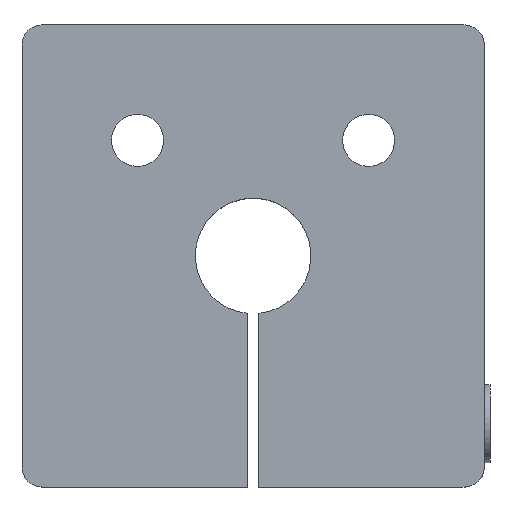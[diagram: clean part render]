
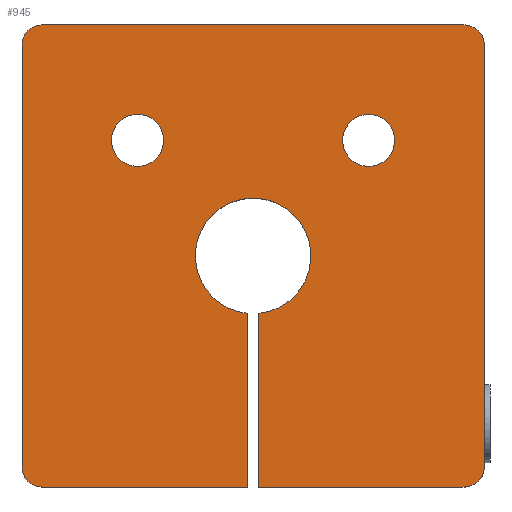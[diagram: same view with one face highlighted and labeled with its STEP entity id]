
A CAD part, top view. The second image highlights one B-rep face of the part: STEP entity #945.
In plain terms, the highlighted planar face has unit normal (0, 0, 1).
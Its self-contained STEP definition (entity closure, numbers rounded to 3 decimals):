
#249=CARTESIAN_POINT('',(-40.,36.5,7.5));
#250=VERTEX_POINT('',#249);
#251=CARTESIAN_POINT('',(-36.5,40.0,7.5));
#252=VERTEX_POINT('',#251);
#253=CARTESIAN_POINT('',(-36.5,36.5,7.5));
#254=DIRECTION('',(0.0,0.0,-1.0));
#255=DIRECTION('',(-0.707,0.707,0.0));
#256=AXIS2_PLACEMENT_3D('',#253,#254,#255);
#257=CIRCLE('',#256,3.5);
#258=EDGE_CURVE('',#250,#252,#257,.T.);
#300=CARTESIAN_POINT('',(-40.,-36.5,7.5));
#301=VERTEX_POINT('',#300);
#308=CARTESIAN_POINT('',(-40.,-36.5,7.5));
#309=DIRECTION('',(0.0,1.0,0.0));
#310=VECTOR('',#309,73.0);
#311=LINE('',#308,#310);
#312=EDGE_CURVE('',#301,#250,#311,.T.);
#436=CARTESIAN_POINT('',(-36.5,-40.0,7.5));
#437=VERTEX_POINT('',#436);
#438=CARTESIAN_POINT('',(-36.5,-36.5,7.5));
#439=DIRECTION('',(0.0,0.0,-1.));
#440=DIRECTION('',(-0.707,-0.707,0.0));
#441=AXIS2_PLACEMENT_3D('',#438,#439,#440);
#442=CIRCLE('',#441,3.5);
#443=EDGE_CURVE('',#437,#301,#442,.T.);
#463=CARTESIAN_POINT('',(-1.,-40.,7.5));
#464=VERTEX_POINT('',#463);
#471=CARTESIAN_POINT('',(-1.,-40.,7.5));
#472=DIRECTION('',(-1.0,0.0,0.0));
#473=VECTOR('',#472,35.5);
#474=LINE('',#471,#473);
#475=EDGE_CURVE('',#464,#437,#474,.T.);
#485=CARTESIAN_POINT('',(36.5,40.,7.5));
#486=VERTEX_POINT('',#485);
#487=CARTESIAN_POINT('',(40.,36.5,7.5));
#488=VERTEX_POINT('',#487);
#489=CARTESIAN_POINT('',(36.5,36.5,7.5));
#490=DIRECTION('',(0.0,0.0,-1.0));
#491=DIRECTION('',(0.707,0.707,0.0));
#492=AXIS2_PLACEMENT_3D('',#489,#490,#491);
#493=CIRCLE('',#492,3.5);
#494=EDGE_CURVE('',#486,#488,#493,.T.);
#518=CARTESIAN_POINT('',(40.,-36.5,7.5));
#519=VERTEX_POINT('',#518);
#520=CARTESIAN_POINT('',(40.,36.5,7.5));
#521=DIRECTION('',(0.0,-1.0,0.0));
#522=VECTOR('',#521,73.);
#523=LINE('',#520,#522);
#524=EDGE_CURVE('',#488,#519,#523,.T.);
#554=CARTESIAN_POINT('',(36.5,-40.0,7.5));
#555=VERTEX_POINT('',#554);
#556=CARTESIAN_POINT('',(36.5,-36.5,7.5));
#557=DIRECTION('',(0.0,0.0,-1.));
#558=DIRECTION('',(0.707,-0.707,0.0));
#559=AXIS2_PLACEMENT_3D('',#556,#557,#558);
#560=CIRCLE('',#559,3.5);
#561=EDGE_CURVE('',#519,#555,#560,.T.);
#696=CARTESIAN_POINT('',(24.5,20.,7.5));
#697=VERTEX_POINT('',#696);
#698=CARTESIAN_POINT('',(20.,20.,7.5));
#699=DIRECTION('',(0.0,0.0,-1.0));
#700=DIRECTION('',(-1.0,0.0,0.0));
#701=AXIS2_PLACEMENT_3D('',#698,#699,#700);
#702=CIRCLE('',#701,4.5);
#703=EDGE_CURVE('',#697,#697,#702,.T.);
#798=CARTESIAN_POINT('',(-15.5,20.,7.5));
#799=VERTEX_POINT('',#798);
#800=CARTESIAN_POINT('',(-20.,20.,7.5));
#801=DIRECTION('',(0.0,0.0,-1.0));
#802=DIRECTION('',(-1.0,0.0,0.0));
#803=AXIS2_PLACEMENT_3D('',#800,#801,#802);
#804=CIRCLE('',#803,4.5);
#805=EDGE_CURVE('',#799,#799,#804,.T.);
#819=CARTESIAN_POINT('',(1.,-40.,7.5));
#820=VERTEX_POINT('',#819);
#821=CARTESIAN_POINT('',(36.5,-40.0,7.5));
#822=DIRECTION('',(-1.0,0.0,0.0));
#823=VECTOR('',#822,35.5);
#824=LINE('',#821,#823);
#825=EDGE_CURVE('',#555,#820,#824,.T.);
#842=CARTESIAN_POINT('',(1.,-9.95,7.5));
#843=VERTEX_POINT('',#842);
#844=CARTESIAN_POINT('',(1.,-40.,7.5));
#845=DIRECTION('',(0.0,1.0,0.0));
#846=VECTOR('',#845,30.05);
#847=LINE('',#844,#846);
#848=EDGE_CURVE('',#820,#843,#847,.T.);
#866=CARTESIAN_POINT('',(-1.,-9.95,7.5));
#867=VERTEX_POINT('',#866);
#868=CARTESIAN_POINT('',(0.0,0.0,7.5));
#869=DIRECTION('',(0.0,0.0,1.));
#870=DIRECTION('',(-0.1,0.995,0.0));
#871=AXIS2_PLACEMENT_3D('',#868,#869,#870);
#872=CIRCLE('',#871,10.0);
#873=EDGE_CURVE('',#843,#867,#872,.T.);
#891=CARTESIAN_POINT('',(-1.,-9.95,7.5));
#892=DIRECTION('',(0.0,-1.0,0.0));
#893=VECTOR('',#892,30.05);
#894=LINE('',#891,#893);
#895=EDGE_CURVE('',#867,#464,#894,.T.);
#909=CARTESIAN_POINT('',(-36.5,40.0,7.5));
#910=DIRECTION('',(1.0,0.0,0.0));
#911=VECTOR('',#910,73.0);
#912=LINE('',#909,#911);
#913=EDGE_CURVE('',#252,#486,#912,.T.);
#920=CARTESIAN_POINT('',(0.,-3.323,7.5));
#921=DIRECTION('',(0.0,0.0,1.0));
#922=DIRECTION('',(1.0,0.0,0.0));
#923=AXIS2_PLACEMENT_3D('',#920,#921,#922);
#924=PLANE('',#923);
#925=ORIENTED_EDGE('',*,*,#258,.F.);
#926=ORIENTED_EDGE('',*,*,#312,.F.);
#927=ORIENTED_EDGE('',*,*,#443,.F.);
#928=ORIENTED_EDGE('',*,*,#475,.F.);
#929=ORIENTED_EDGE('',*,*,#895,.F.);
#930=ORIENTED_EDGE('',*,*,#873,.F.);
#931=ORIENTED_EDGE('',*,*,#848,.F.);
#932=ORIENTED_EDGE('',*,*,#825,.F.);
#933=ORIENTED_EDGE('',*,*,#561,.F.);
#934=ORIENTED_EDGE('',*,*,#524,.F.);
#935=ORIENTED_EDGE('',*,*,#494,.F.);
#936=ORIENTED_EDGE('',*,*,#913,.F.);
#937=EDGE_LOOP('',(#925,#926,#927,#928,#929,#930,#931,#932,#933,#934,#935,#936));
#938=FACE_OUTER_BOUND('',#937,.T.);
#939=ORIENTED_EDGE('',*,*,#703,.T.);
#940=EDGE_LOOP('',(#939));
#941=FACE_BOUND('',#940,.T.);
#942=ORIENTED_EDGE('',*,*,#805,.T.);
#943=EDGE_LOOP('',(#942));
#944=FACE_BOUND('',#943,.T.);
#945=ADVANCED_FACE('',(#938,#941,#944),#924,.T.);
